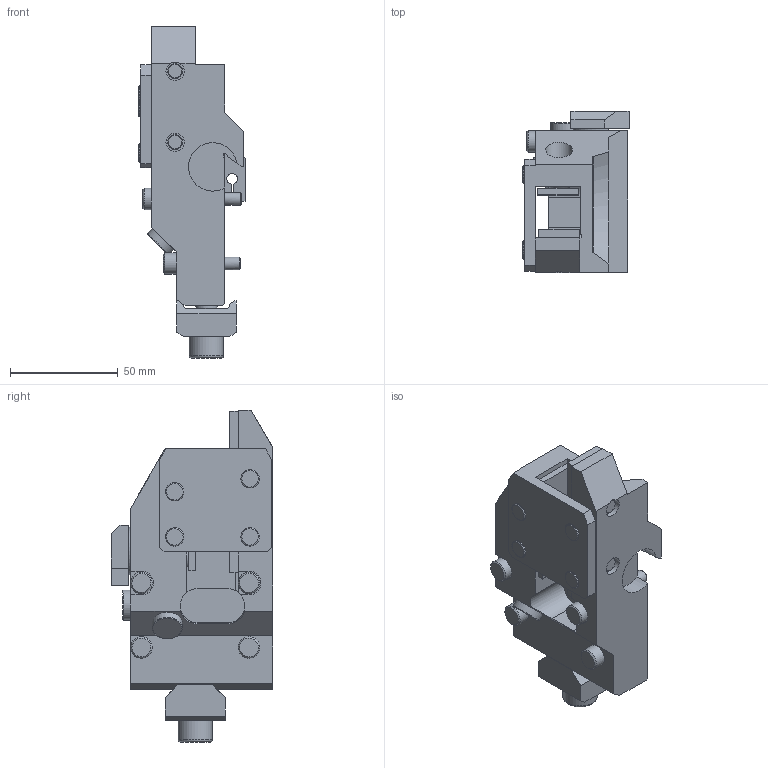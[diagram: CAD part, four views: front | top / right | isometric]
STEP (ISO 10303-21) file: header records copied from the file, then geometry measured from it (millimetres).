
FILE_DESCRIPTION(/* description */ (''),/* implementation_level */ '2;1');
FILE_NAME(/* name */ 'W5190034_stp.stp',/* time_stamp */ '2013-09-17T11:24:52+02:00',/* author */ (''),/* organization */ (''),/* preprocessor_version */ 'ST-DEVELOPER v11',/* originating_system */ 'SIEMENS PLM Software NX 7.5',/* authorisation */ '');
FILE_SCHEMA (('AUTOMOTIVE_DESIGN { 1 0 10303 214 1 1 1 1 }'));
Length unit declared in the file: millimetre
Products named in the file (1): polz506198dd
Bounding box: 49.3 x 75 x 154.33 mm (x, y, z)
Volume: 227803.9 mm3; surface area: 45243.9 mm2
Topology: 1 solids, 1 shells, 181 faces, 457 edges, 299 vertices
Faces by surface type: plane 118, cylinder 36, cone 17, torus 8, bspline 2
Full cylindrical faces by diameter (mm): 6 x4, 7 x2, 8.5 x6, 10 x5, 12.4 x2, 14 x2, 16 x1
Entity records: 5111 total; most frequent: CARTESIAN_POINT 955, DIRECTION 847, ORIENTED_EDGE 786, EDGE_CURVE 393, AXIS2_PLACEMENT_3D 286, VERTEX_POINT 280, LINE 275, VECTOR 275
